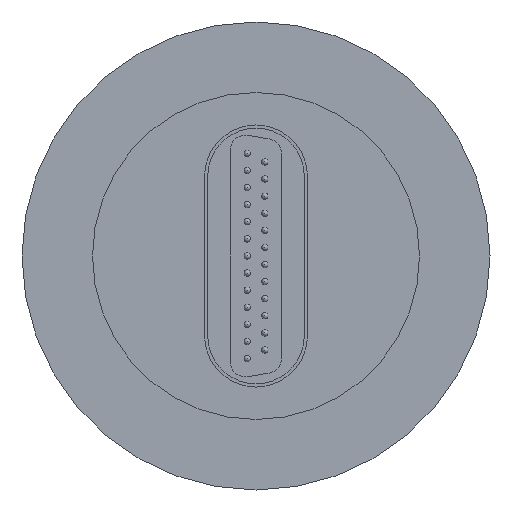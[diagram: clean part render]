
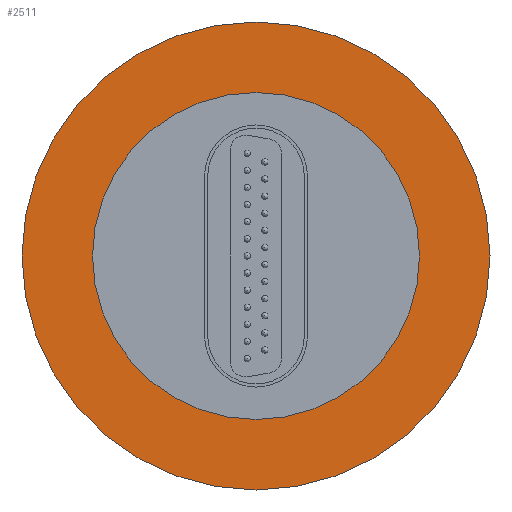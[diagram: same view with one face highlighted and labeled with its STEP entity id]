
A CAD part, left-side view. The second image highlights one B-rep face of the part: STEP entity #2511.
In plain terms, the highlighted planar face has unit normal (-1, 0, 0).
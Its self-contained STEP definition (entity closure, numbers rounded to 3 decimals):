
#38 = CARTESIAN_POINT ( 'NONE',  ( 0., 0., 26.2 ) ) ;
#66 = CIRCLE ( 'NONE', #2621, 26.2 ) ;
#122 = DIRECTION ( 'NONE',  ( 0., 0., 1. ) ) ;
#242 = CARTESIAN_POINT ( 'NONE',  ( 0., 0., -26.2 ) ) ;
#341 = VERTEX_POINT ( 'NONE', #1807 ) ;
#498 = EDGE_CURVE ( 'NONE', #341, #562, #1018, .T. ) ;
#562 = VERTEX_POINT ( 'NONE', #3091 ) ;
#726 = EDGE_CURVE ( 'NONE', #911, #2784, #1244, .T. ) ;
#737 = ORIENTED_EDGE ( 'NONE', *, *, #2619, .T. ) ;
#746 = AXIS2_PLACEMENT_3D ( 'NONE', #1103, #3144, #1395 ) ;
#810 = CARTESIAN_POINT ( 'NONE',  ( 0., 0., 0. ) ) ;
#862 = AXIS2_PLACEMENT_3D ( 'NONE', #1317, #3368, #122 ) ;
#911 = VERTEX_POINT ( 'NONE', #38 ) ;
#1018 = CIRCLE ( 'NONE', #2764, 37.5 ) ;
#1075 = DIRECTION ( 'NONE',  ( 0., 0., -1. ) ) ;
#1103 = CARTESIAN_POINT ( 'NONE',  ( 0., 0., 0. ) ) ;
#1244 = CIRCLE ( 'NONE', #746, 26.2 ) ;
#1300 = CARTESIAN_POINT ( 'NONE',  ( 0., 0., 0. ) ) ;
#1306 = EDGE_CURVE ( 'NONE', #562, #341, #2620, .T. ) ;
#1317 = CARTESIAN_POINT ( 'NONE',  ( 0., 0., -37.5 ) ) ;
#1329 = DIRECTION ( 'NONE',  ( 1., 0., 0. ) ) ;
#1395 = DIRECTION ( 'NONE',  ( 0., 0., -1. ) ) ;
#1443 = ORIENTED_EDGE ( 'NONE', *, *, #1306, .F. ) ;
#1608 = DIRECTION ( 'NONE',  ( 0., 0., -1. ) ) ;
#1807 = CARTESIAN_POINT ( 'NONE',  ( 0., 0., -37.5 ) ) ;
#2163 = FACE_OUTER_BOUND ( 'NONE', #2810, .T. ) ;
#2511 = ADVANCED_FACE ( 'NONE', ( #3722, #2163 ), #3655, .T. ) ;
#2619 = EDGE_CURVE ( 'NONE', #2784, #911, #66, .T. ) ;
#2620 = CIRCLE ( 'NONE', #3173, 37.5 ) ;
#2621 = AXIS2_PLACEMENT_3D ( 'NONE', #3087, #1329, #3378 ) ;
#2652 = ORIENTED_EDGE ( 'NONE', *, *, #726, .T. ) ;
#2764 = AXIS2_PLACEMENT_3D ( 'NONE', #1300, #3361, #1608 ) ;
#2784 = VERTEX_POINT ( 'NONE', #242 ) ;
#2810 = EDGE_LOOP ( 'NONE', ( #2968, #1443 ) ) ;
#2841 = DIRECTION ( 'NONE',  ( 1., 0., 0. ) ) ;
#2912 = EDGE_LOOP ( 'NONE', ( #737, #2652 ) ) ;
#2968 = ORIENTED_EDGE ( 'NONE', *, *, #498, .F. ) ;
#3087 = CARTESIAN_POINT ( 'NONE',  ( 0., 0., 0. ) ) ;
#3091 = CARTESIAN_POINT ( 'NONE',  ( 0., 0., 37.5 ) ) ;
#3144 = DIRECTION ( 'NONE',  ( 1., 0., 0. ) ) ;
#3173 = AXIS2_PLACEMENT_3D ( 'NONE', #810, #2841, #1075 ) ;
#3361 = DIRECTION ( 'NONE',  ( 1., 0., 0. ) ) ;
#3368 = DIRECTION ( 'NONE',  ( -1., 0., 0. ) ) ;
#3378 = DIRECTION ( 'NONE',  ( 0., 0., -1. ) ) ;
#3655 = PLANE ( 'NONE',  #862 ) ;
#3722 = FACE_BOUND ( 'NONE', #2912, .T. ) ;
